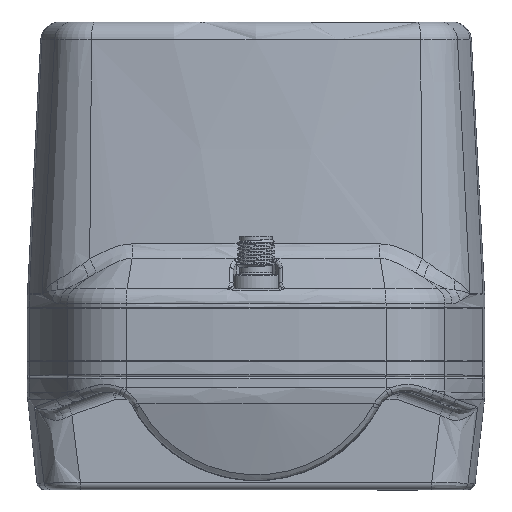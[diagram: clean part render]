
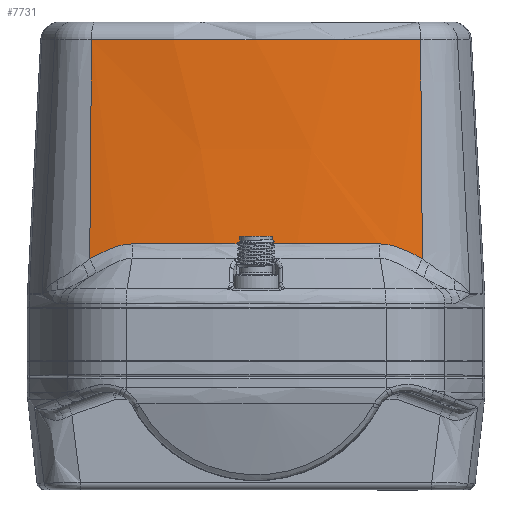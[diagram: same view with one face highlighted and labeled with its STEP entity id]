
A CAD part, top view. The second image highlights one B-rep face of the part: STEP entity #7731.
In plain terms, the highlighted conical face has half-angle 3 degrees and reference radius 285 mm.
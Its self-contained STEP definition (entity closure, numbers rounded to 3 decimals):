
#272=B_SPLINE_CURVE_WITH_KNOTS('',3,(#25880,#25881,#25882,#25883,#25884,
#25885,#25886,#25887,#25888,#25889,#25890,#25891,#25892,#25893,#25894,#25895,
#25896,#25897,#25898,#25899,#25900,#25901,#25902,#25903,#25904,#25905,#25906,
#25907,#25908,#25909,#25910,#25911,#25912,#25913),.UNSPECIFIED.,.F.,.F.,
(4,3,3,3,3,3,3,3,3,3,3,4),(0.,0.003,0.003,0.004,
0.006,0.006,0.006,0.008,
0.009,0.009,0.012,0.012),
 .UNSPECIFIED.);
#286=B_SPLINE_CURVE_WITH_KNOTS('',3,(#27174,#27175,#27176,#27177,#27178,
#27179,#27180,#27181,#27182,#27183,#27184,#27185,#27186,#27187,#27188,#27189,
#27190,#27191,#27192,#27193,#27194,#27195,#27196,#27197,#27198,#27199,#27200,
#27201,#27202,#27203,#27204,#27205,#27206,#27207,#27208,#27209,#27210),
 .UNSPECIFIED.,.F.,.F.,(4,3,3,3,3,3,3,3,3,3,3,3,4),(0.,
0.003,0.003,0.003,0.005,
0.006,0.006,0.008,0.008,
0.009,0.009,0.009,0.012),
 .UNSPECIFIED.);
#343=CONICAL_SURFACE('',#8605,285.,0.052);
#1066=FACE_OUTER_BOUND('',#1584,.T.);
#1584=EDGE_LOOP('',(#6619,#6620,#6621,#6622,#6623,#6624));
#2083=CIRCLE('',#8539,281.459);
#2123=CIRCLE('',#8606,284.301);
#2511=LINE('',#27170,#2837);
#2512=LINE('',#27172,#2838);
#2837=VECTOR('',#10586,1000.);
#2838=VECTOR('',#10587,1000.);
#3424=VERTEX_POINT('',#25457);
#3425=VERTEX_POINT('',#25459);
#3453=VERTEX_POINT('',#25877);
#3454=VERTEX_POINT('',#25879);
#3476=VERTEX_POINT('',#27171);
#3477=VERTEX_POINT('',#27173);
#4457=EDGE_CURVE('',#3424,#3425,#2083,.T.);
#4498=EDGE_CURVE('',#3454,#3453,#272,.T.);
#4541=EDGE_CURVE('',#3424,#3453,#2511,.T.);
#4542=EDGE_CURVE('',#3425,#3476,#2512,.T.);
#4543=EDGE_CURVE('',#3476,#3477,#286,.T.);
#4544=EDGE_CURVE('',#3477,#3454,#2123,.T.);
#6619=ORIENTED_EDGE('',*,*,#4541,.F.);
#6620=ORIENTED_EDGE('',*,*,#4457,.T.);
#6621=ORIENTED_EDGE('',*,*,#4542,.T.);
#6622=ORIENTED_EDGE('',*,*,#4543,.T.);
#6623=ORIENTED_EDGE('',*,*,#4544,.T.);
#6624=ORIENTED_EDGE('',*,*,#4498,.T.);
#7731=ADVANCED_FACE('',(#1066),#343,.T.);
#8539=AXIS2_PLACEMENT_3D('',#25461,#10436,#10437);
#8605=AXIS2_PLACEMENT_3D('',#27169,#10584,#10585);
#8606=AXIS2_PLACEMENT_3D('',#27211,#10588,#10589);
#10436=DIRECTION('center_axis',(0.,-1.,0.));
#10437=DIRECTION('ref_axis',(1.,0.,0.));
#10584=DIRECTION('center_axis',(0.,-1.,0.));
#10585=DIRECTION('ref_axis',(-1.,0.,0.));
#10586=DIRECTION('',(0.008,-0.999,0.052));
#10587=DIRECTION('',(-0.008,-0.999,0.052));
#10588=DIRECTION('center_axis',(0.,1.,0.));
#10589=DIRECTION('ref_axis',(1.,0.,0.));
#25457=CARTESIAN_POINT('',(43.719,67.562,9.043));
#25459=CARTESIAN_POINT('',(-43.719,67.562,9.043));
#25461=CARTESIAN_POINT('Origin',(0.,67.562,
-269.));
#25877=CARTESIAN_POINT('',(44.193,9.368,12.056));
#25879=CARTESIAN_POINT('',(32.722,13.339,13.412));
#25880=CARTESIAN_POINT('Ctrl Pts',(32.722,13.339,13.412));
#25881=CARTESIAN_POINT('Ctrl Pts',(33.754,13.339,13.292));
#25882=CARTESIAN_POINT('Ctrl Pts',(34.765,13.209,13.176));
#25883=CARTESIAN_POINT('Ctrl Pts',(35.759,12.982,13.062));
#25884=CARTESIAN_POINT('Ctrl Pts',(35.759,12.982,13.062));
#25885=CARTESIAN_POINT('Ctrl Pts',(35.759,12.982,13.062));
#25886=CARTESIAN_POINT('Ctrl Pts',(35.759,12.982,13.062));
#25887=CARTESIAN_POINT('Ctrl Pts',(36.193,12.883,13.012));
#25888=CARTESIAN_POINT('Ctrl Pts',(36.625,12.766,12.963));
#25889=CARTESIAN_POINT('Ctrl Pts',(37.053,12.633,12.913));
#25890=CARTESIAN_POINT('Ctrl Pts',(37.551,12.479,12.856));
#25891=CARTESIAN_POINT('Ctrl Pts',(38.044,12.306,12.799));
#25892=CARTESIAN_POINT('Ctrl Pts',(38.529,12.118,12.743));
#25893=CARTESIAN_POINT('Ctrl Pts',(38.581,12.098,12.737));
#25894=CARTESIAN_POINT('Ctrl Pts',(38.634,12.078,12.73));
#25895=CARTESIAN_POINT('Ctrl Pts',(38.687,12.057,12.724));
#25896=CARTESIAN_POINT('Ctrl Pts',(38.687,12.057,12.724));
#25897=CARTESIAN_POINT('Ctrl Pts',(38.688,12.056,12.724));
#25898=CARTESIAN_POINT('Ctrl Pts',(38.689,12.056,12.724));
#25899=CARTESIAN_POINT('Ctrl Pts',(39.32,11.808,12.65));
#25900=CARTESIAN_POINT('Ctrl Pts',(39.941,11.537,12.577));
#25901=CARTESIAN_POINT('Ctrl Pts',(40.554,11.25,12.504));
#25902=CARTESIAN_POINT('Ctrl Pts',(40.865,11.105,12.467));
#25903=CARTESIAN_POINT('Ctrl Pts',(41.174,10.956,12.43));
#25904=CARTESIAN_POINT('Ctrl Pts',(41.482,10.803,12.393));
#25905=CARTESIAN_POINT('Ctrl Pts',(41.483,10.803,12.393));
#25906=CARTESIAN_POINT('Ctrl Pts',(41.484,10.803,12.393));
#25907=CARTESIAN_POINT('Ctrl Pts',(41.484,10.802,12.392));
#25908=CARTESIAN_POINT('Ctrl Pts',(42.342,10.377,12.289));
#25909=CARTESIAN_POINT('Ctrl Pts',(43.188,9.926,12.184));
#25910=CARTESIAN_POINT('Ctrl Pts',(44.026,9.461,12.077));
#25911=CARTESIAN_POINT('Ctrl Pts',(44.082,9.43,12.07));
#25912=CARTESIAN_POINT('Ctrl Pts',(44.137,9.399,12.063));
#25913=CARTESIAN_POINT('Ctrl Pts',(44.193,9.368,12.056));
#27169=CARTESIAN_POINT('Origin',(0.,0.,-269.));
#27170=CARTESIAN_POINT('',(44.269,0.,12.541));
#27171=CARTESIAN_POINT('',(-44.193,9.368,12.056));
#27172=CARTESIAN_POINT('',(-44.269,0.,12.541));
#27173=CARTESIAN_POINT('',(-32.722,13.339,13.412));
#27174=CARTESIAN_POINT('Ctrl Pts',(-44.193,9.368,12.056));
#27175=CARTESIAN_POINT('Ctrl Pts',(-43.425,9.796,12.154));
#27176=CARTESIAN_POINT('Ctrl Pts',(-42.652,10.213,12.25));
#27177=CARTESIAN_POINT('Ctrl Pts',(-41.87,10.609,12.345));
#27178=CARTESIAN_POINT('Ctrl Pts',(-41.742,10.674,12.361));
#27179=CARTESIAN_POINT('Ctrl Pts',(-41.613,10.738,12.377));
#27180=CARTESIAN_POINT('Ctrl Pts',(-41.485,10.802,12.392));
#27181=CARTESIAN_POINT('Ctrl Pts',(-41.483,10.803,12.393));
#27182=CARTESIAN_POINT('Ctrl Pts',(-41.482,10.803,12.393));
#27183=CARTESIAN_POINT('Ctrl Pts',(-41.48,10.804,12.393));
#27184=CARTESIAN_POINT('Ctrl Pts',(-40.876,11.104,12.466));
#27185=CARTESIAN_POINT('Ctrl Pts',(-40.267,11.39,12.539));
#27186=CARTESIAN_POINT('Ctrl Pts',(-39.649,11.658,12.612));
#27187=CARTESIAN_POINT('Ctrl Pts',(-39.333,11.796,12.649));
#27188=CARTESIAN_POINT('Ctrl Pts',(-39.015,11.928,12.686));
#27189=CARTESIAN_POINT('Ctrl Pts',(-38.694,12.054,12.723));
#27190=CARTESIAN_POINT('Ctrl Pts',(-38.692,12.055,12.724));
#27191=CARTESIAN_POINT('Ctrl Pts',(-38.69,12.056,12.724));
#27192=CARTESIAN_POINT('Ctrl Pts',(-38.687,12.057,12.724));
#27193=CARTESIAN_POINT('Ctrl Pts',(-38.215,12.242,12.779));
#27194=CARTESIAN_POINT('Ctrl Pts',(-37.737,12.415,12.835));
#27195=CARTESIAN_POINT('Ctrl Pts',(-37.251,12.571,12.891));
#27196=CARTESIAN_POINT('Ctrl Pts',(-37.248,12.572,12.891));
#27197=CARTESIAN_POINT('Ctrl Pts',(-37.246,12.573,12.891));
#27198=CARTESIAN_POINT('Ctrl Pts',(-37.244,12.573,12.891));
#27199=CARTESIAN_POINT('Ctrl Pts',(-36.79,12.719,12.944));
#27200=CARTESIAN_POINT('Ctrl Pts',(-36.328,12.849,12.997));
#27201=CARTESIAN_POINT('Ctrl Pts',(-35.864,12.958,13.05));
#27202=CARTESIAN_POINT('Ctrl Pts',(-35.831,12.966,13.054));
#27203=CARTESIAN_POINT('Ctrl Pts',(-35.798,12.973,13.057));
#27204=CARTESIAN_POINT('Ctrl Pts',(-35.766,12.981,13.061));
#27205=CARTESIAN_POINT('Ctrl Pts',(-35.764,12.981,13.061));
#27206=CARTESIAN_POINT('Ctrl Pts',(-35.762,12.982,13.062));
#27207=CARTESIAN_POINT('Ctrl Pts',(-35.76,12.982,13.062));
#27208=CARTESIAN_POINT('Ctrl Pts',(-34.763,13.21,13.176));
#27209=CARTESIAN_POINT('Ctrl Pts',(-33.752,13.339,13.292));
#27210=CARTESIAN_POINT('Ctrl Pts',(-32.722,13.339,13.412));
#27211=CARTESIAN_POINT('Origin',(0.,13.339,
-269.));
